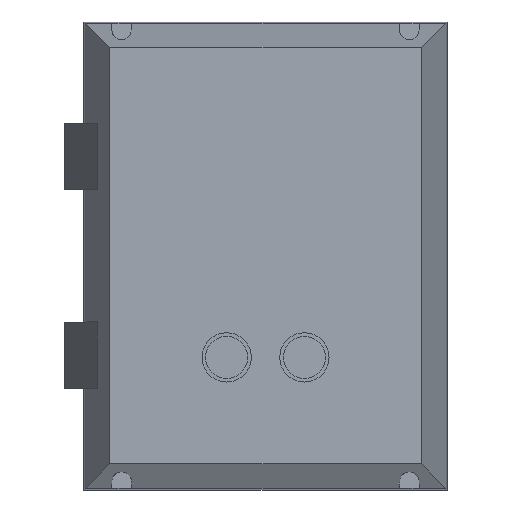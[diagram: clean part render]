
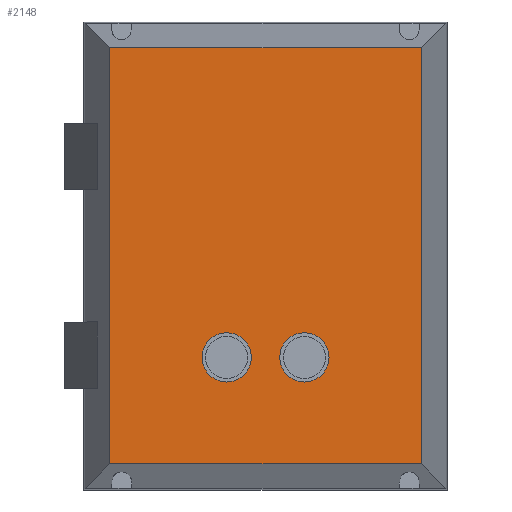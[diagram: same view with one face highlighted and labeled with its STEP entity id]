
A CAD part, top view. The second image highlights one B-rep face of the part: STEP entity #2148.
In plain terms, the highlighted planar face has unit normal (0, 0, 1).
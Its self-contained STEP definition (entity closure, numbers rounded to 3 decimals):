
#1953=CARTESIAN_POINT('',(14.177,-125.823,168.7));
#1954=VERTEX_POINT('',#1953);
#1961=CARTESIAN_POINT('',(14.177,125.823,168.7));
#1962=VERTEX_POINT('',#1961);
#1963=CARTESIAN_POINT('',(14.177,125.823,168.7));
#1964=DIRECTION('',(0.0,-1.0,0.0));
#1965=VECTOR('',#1964,251.646);
#1966=LINE('',#1963,#1965);
#1967=EDGE_CURVE('',#1962,#1954,#1966,.T.);
#2043=CARTESIAN_POINT('',(202.823,125.823,168.7));
#2044=VERTEX_POINT('',#2043);
#2051=CARTESIAN_POINT('',(202.823,-125.823,168.7));
#2052=VERTEX_POINT('',#2051);
#2053=CARTESIAN_POINT('',(202.823,-125.823,168.7));
#2054=DIRECTION('',(0.0,1.0,0.0));
#2055=VECTOR('',#2054,251.646);
#2056=LINE('',#2053,#2055);
#2057=EDGE_CURVE('',#2052,#2044,#2056,.T.);
#2115=CARTESIAN_POINT('',(14.177,125.823,168.7));
#2116=DIRECTION('',(1.0,0.0,0.0));
#2117=VECTOR('',#2116,188.645);
#2118=LINE('',#2115,#2117);
#2119=EDGE_CURVE('',#1962,#2044,#2118,.T.);
#2132=CARTESIAN_POINT('',(-1.5,-125.823,168.7));
#2133=DIRECTION('',(0.0,0.0,1.0));
#2134=DIRECTION('',(1.0,0.0,0.0));
#2135=AXIS2_PLACEMENT_3D('',#2132,#2133,#2134);
#2136=PLANE('',#2135);
#2137=ORIENTED_EDGE('',*,*,#1967,.T.);
#2138=CARTESIAN_POINT('',(14.177,-125.823,168.7));
#2139=DIRECTION('',(1.0,0.0,0.0));
#2140=VECTOR('',#2139,188.645);
#2141=LINE('',#2138,#2140);
#2142=EDGE_CURVE('',#1954,#2052,#2141,.T.);
#2143=ORIENTED_EDGE('',*,*,#2142,.T.);
#2144=ORIENTED_EDGE('',*,*,#2057,.T.);
#2145=ORIENTED_EDGE('',*,*,#2119,.F.);
#2146=EDGE_LOOP('',(#2137,#2143,#2144,#2145));
#2147=FACE_OUTER_BOUND('',#2146,.T.);
#2148=ADVANCED_FACE('',(#2147),#2136,.T.);
